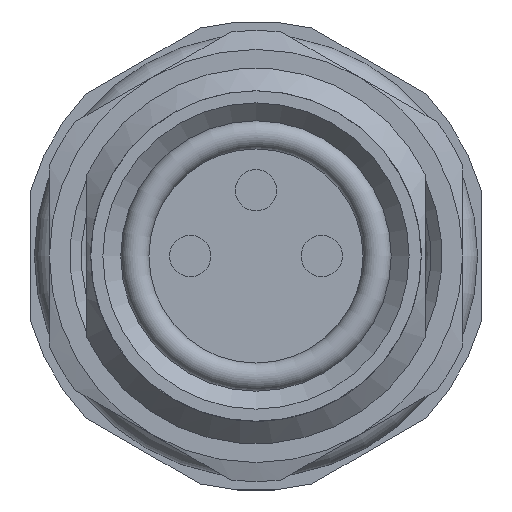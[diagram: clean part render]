
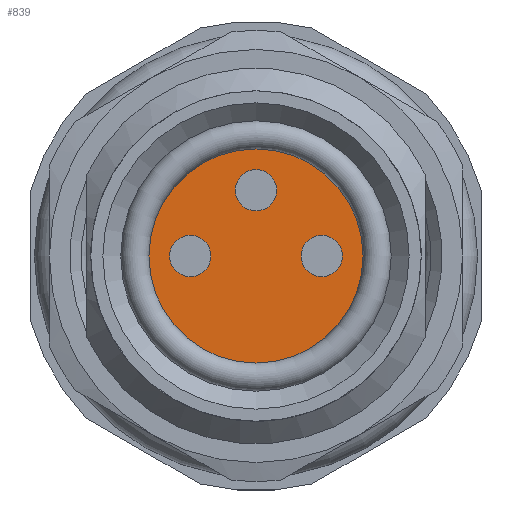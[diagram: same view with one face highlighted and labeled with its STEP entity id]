
A CAD part, left-side view. The second image highlights one B-rep face of the part: STEP entity #839.
In plain terms, the highlighted planar face has unit normal (-1, 0, 0).
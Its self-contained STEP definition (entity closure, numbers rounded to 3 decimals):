
#745=FACE_BOUND('',#1324,.T.);
#746=FACE_BOUND('',#1325,.T.);
#747=FACE_BOUND('',#1326,.T.);
#748=FACE_BOUND('',#1327,.T.);
#839=ADVANCED_FACE('',(#745,#746,#747,#748),#1036,.F.);
#1036=PLANE('',#3397);
#1324=EDGE_LOOP('',(#1570));
#1325=EDGE_LOOP('',(#1571));
#1326=EDGE_LOOP('',(#1572));
#1327=EDGE_LOOP('',(#1573));
#1570=ORIENTED_EDGE('',*,*,#2816,.F.);
#1571=ORIENTED_EDGE('',*,*,#2815,.F.);
#1572=ORIENTED_EDGE('',*,*,#2814,.F.);
#1573=ORIENTED_EDGE('',*,*,#2817,.F.);
#2492=VERTEX_POINT('',#4552);
#2493=VERTEX_POINT('',#4555);
#2494=VERTEX_POINT('',#4558);
#2495=VERTEX_POINT('',#4561);
#2814=EDGE_CURVE('',#2492,#2492,#3278,.T.);
#2815=EDGE_CURVE('',#2493,#2493,#3279,.T.);
#2816=EDGE_CURVE('',#2494,#2494,#3280,.T.);
#2817=EDGE_CURVE('',#2495,#2495,#3281,.T.);
#3278=CIRCLE('',#3390,0.55);
#3279=CIRCLE('',#3392,0.55);
#3280=CIRCLE('',#3394,0.55);
#3281=CIRCLE('',#3396,2.85);
#3390=AXIS2_PLACEMENT_3D('',#4551,#3703,#3704);
#3392=AXIS2_PLACEMENT_3D('',#4554,#3707,#3708);
#3394=AXIS2_PLACEMENT_3D('',#4557,#3711,#3712);
#3396=AXIS2_PLACEMENT_3D('',#4560,#3715,#3716);
#3397=AXIS2_PLACEMENT_3D('',#4562,#3717,#3718);
#3703=DIRECTION('',(-1.,0.,0.));
#3704=DIRECTION('',(0.,-1.,0.));
#3707=DIRECTION('',(-1.,0.,0.));
#3708=DIRECTION('',(0.,-1.,0.));
#3711=DIRECTION('',(-1.,0.,0.));
#3712=DIRECTION('',(0.,-1.,0.));
#3715=DIRECTION('',(1.,0.,0.));
#3716=DIRECTION('',(0.,0.,1.));
#3717=DIRECTION('',(1.,0.,0.));
#3718=DIRECTION('',(0.,0.,-1.));
#4551=CARTESIAN_POINT('',(0.6,0.,1.75));
#4552=CARTESIAN_POINT('',(0.6,-0.55,1.75));
#4554=CARTESIAN_POINT('',(0.6,1.75,0.));
#4555=CARTESIAN_POINT('',(0.6,1.2,0.));
#4557=CARTESIAN_POINT('',(0.6,-1.75,0.));
#4558=CARTESIAN_POINT('',(0.6,-2.3,0.));
#4560=CARTESIAN_POINT('',(0.6,0.,0.));
#4561=CARTESIAN_POINT('',(0.6,0.,2.85));
#4562=CARTESIAN_POINT('',(0.6,0.,0.));
